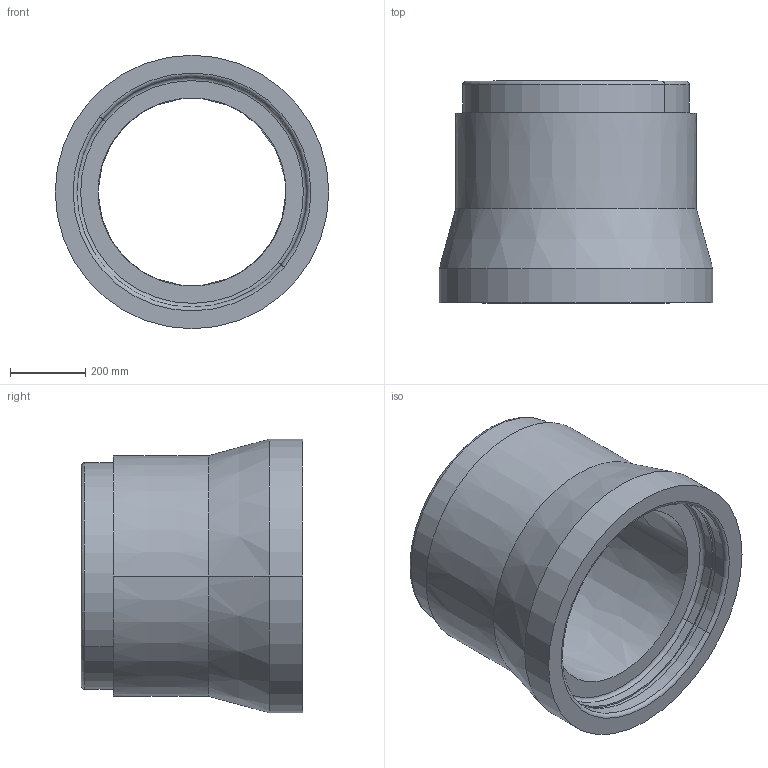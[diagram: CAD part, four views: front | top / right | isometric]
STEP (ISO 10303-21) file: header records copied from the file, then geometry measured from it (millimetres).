
FILE_DESCRIPTION (( 'STEP AP203' ), '1' );
FILE_NAME ('Rudus 1205054 EK-soviteputki 500x500.step', '2020-02-28T07:43:22', ( '' ), ( '' ), 'SwSTEP 2.0', 'SolidWorks 2019', '' );
FILE_SCHEMA (( 'CONFIG_CONTROL_DESIGN' ));
Length unit declared in the file: millimetre
Products named in the file (2): EK-osa-putkirunko; Rudus 1205054 EK-soviteputki 500x500
Assembly tree (1 placements, depth 2):
  Rudus 1205054 EK-soviteputki 500x500
    EK-osa-putkirunko
Bounding box: 728 x 590 x 728 mm (x, y, z)
Volume: 77646042.6 mm3; surface area: 2525677.2 mm2
Topology: 1 solids, 1 shells, 92 faces, 319 edges, 238 vertices
Faces by surface type: bspline 64, cylinder 12, torus 6, plane 6, cone 4
Entity records: 19868 total; most frequent: CARTESIAN_POINT 17342, ORIENTED_EDGE 638, EDGE_CURVE 319, DIRECTION 284, VERTEX_POINT 238, B_SPLINE_CURVE_WITH_KNOTS 201, AXIS2_PLACEMENT_3D 134, EDGE_LOOP 103
